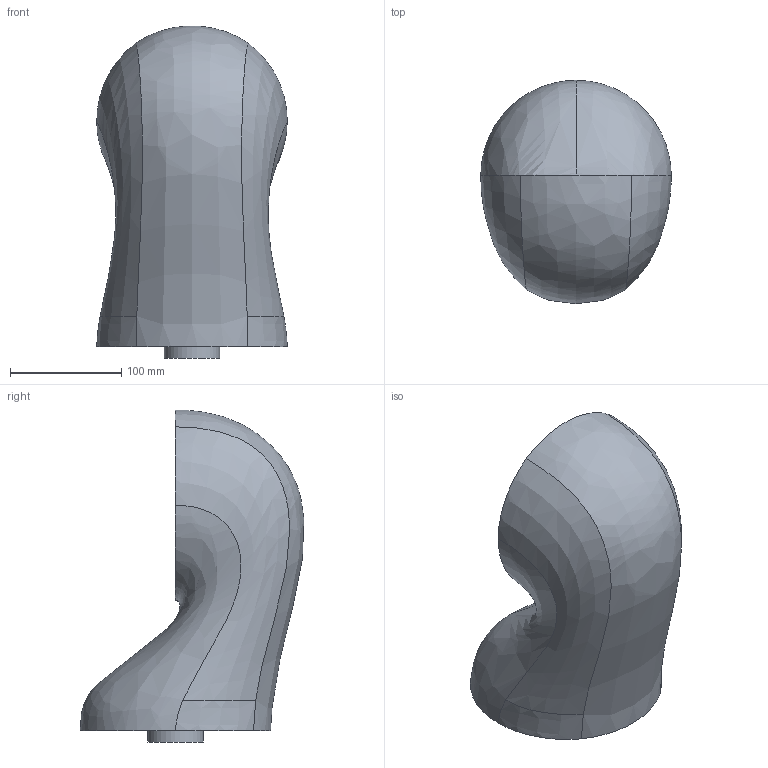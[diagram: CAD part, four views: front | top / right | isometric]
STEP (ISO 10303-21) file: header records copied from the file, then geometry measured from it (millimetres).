
FILE_DESCRIPTION (( 'STEP AP203' ), '1' );
FILE_NAME ('link1_Default_sldprt.STEP', '2025-01-17T10:21:51', ( '' ), ( '' ), 'SwSTEP 2.0', 'SolidWorks 2022', '' );
FILE_SCHEMA (( 'CONFIG_CONTROL_DESIGN' ));
Length unit declared in the file: millimetre
Products named in the file (1): link1_Default_sldprt
Bounding box: 170.98 x 200.77 x 297.91 mm (x, y, z)
Volume: 4108842.7 mm3; surface area: 164652.6 mm2
Topology: 1 solids, 1 shells, 13 faces, 28 edges, 19 vertices
Faces by surface type: bspline 7, plane 4, cylinder 2
Full cylindrical faces by diameter (mm): 50 x2
Entity records: 3848 total; most frequent: CARTESIAN_POINT 3556, ORIENTED_EDGE 50, EDGE_CURVE 25, DIRECTION 22, B_SPLINE_CURVE_WITH_KNOTS 21, VERTEX_POINT 18, EDGE_LOOP 17, FACE_OUTER_BOUND 15
